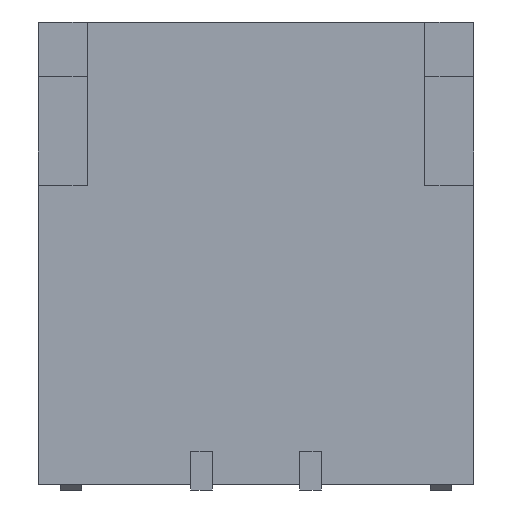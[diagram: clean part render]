
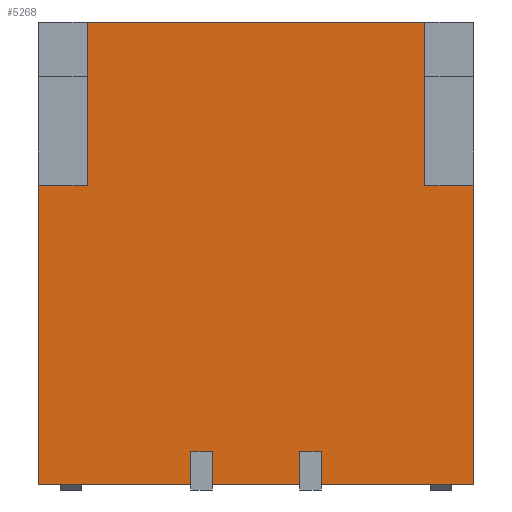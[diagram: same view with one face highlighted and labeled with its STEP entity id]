
A CAD part, front view. The second image highlights one B-rep face of the part: STEP entity #5268.
In plain terms, the highlighted planar face has unit normal (0, -1, 0).
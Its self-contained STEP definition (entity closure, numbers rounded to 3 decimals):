
#271=FACE_OUTER_BOUND('',#549,.T.);
#549=EDGE_LOOP('',(#4443,#4444,#4445,#4446,#4447,#4448,#4449,#4450,#4451,
#4452,#4453,#4454,#4455,#4456,#4457,#4458));
#1044=LINE('',#7749,#1748);
#1116=LINE('',#7893,#1820);
#1127=LINE('',#7913,#1831);
#1132=LINE('',#7924,#1836);
#1136=LINE('',#7932,#1840);
#1140=LINE('',#7940,#1844);
#1142=LINE('',#7943,#1846);
#1221=LINE('',#8103,#1925);
#1230=LINE('',#8120,#1934);
#1232=LINE('',#8126,#1936);
#1233=LINE('',#8128,#1937);
#1234=LINE('',#8129,#1938);
#1235=LINE('',#8131,#1939);
#1236=LINE('',#8133,#1940);
#1237=LINE('',#8134,#1941);
#1238=LINE('',#8135,#1942);
#1748=VECTOR('',#6374,3.1);
#1820=VECTOR('',#6494,0.45);
#1831=VECTOR('',#6513,1.5);
#1836=VECTOR('',#6520,1.4);
#1840=VECTOR('',#6524,0.8);
#1844=VECTOR('',#6528,1.4);
#1846=VECTOR('',#6532,2.75);
#1925=VECTOR('',#6667,0.45);
#1934=VECTOR('',#6684,1.5);
#1936=VECTOR('',#6692,0.3);
#1937=VECTOR('',#6693,0.2);
#1938=VECTOR('',#6694,0.3);
#1939=VECTOR('',#6695,0.3);
#1940=VECTOR('',#6696,0.2);
#1941=VECTOR('',#6697,0.3);
#1942=VECTOR('',#6698,2.75);
#2300=VERTEX_POINT('',#7746);
#2301=VERTEX_POINT('',#7748);
#2347=VERTEX_POINT('',#7889);
#2349=VERTEX_POINT('',#7892);
#2358=VERTEX_POINT('',#7921);
#2359=VERTEX_POINT('',#7923);
#2362=VERTEX_POINT('',#7929);
#2363=VERTEX_POINT('',#7931);
#2366=VERTEX_POINT('',#7937);
#2367=VERTEX_POINT('',#7939);
#2418=VERTEX_POINT('',#8097);
#2420=VERTEX_POINT('',#8101);
#2425=VERTEX_POINT('',#8125);
#2426=VERTEX_POINT('',#8127);
#2427=VERTEX_POINT('',#8130);
#2428=VERTEX_POINT('',#8132);
#2922=EDGE_CURVE('',#2301,#2300,#1044,.T.);
#2994=EDGE_CURVE('',#2349,#2347,#1116,.T.);
#3005=EDGE_CURVE('',#2300,#2349,#1127,.T.);
#3010=EDGE_CURVE('',#2358,#2359,#1132,.T.);
#3014=EDGE_CURVE('',#2362,#2363,#1136,.T.);
#3018=EDGE_CURVE('',#2366,#2367,#1140,.T.);
#3020=EDGE_CURVE('',#2367,#2347,#1142,.T.);
#3099=EDGE_CURVE('',#2418,#2420,#1221,.T.);
#3108=EDGE_CURVE('',#2420,#2301,#1230,.T.);
#3110=EDGE_CURVE('',#2425,#2366,#1232,.T.);
#3111=EDGE_CURVE('',#2426,#2425,#1233,.T.);
#3112=EDGE_CURVE('',#2363,#2426,#1234,.T.);
#3113=EDGE_CURVE('',#2427,#2362,#1235,.T.);
#3114=EDGE_CURVE('',#2428,#2427,#1236,.T.);
#3115=EDGE_CURVE('',#2359,#2428,#1237,.T.);
#3116=EDGE_CURVE('',#2418,#2358,#1238,.T.);
#4443=ORIENTED_EDGE('',*,*,#2994,.T.);
#4444=ORIENTED_EDGE('',*,*,#3020,.F.);
#4445=ORIENTED_EDGE('',*,*,#3018,.F.);
#4446=ORIENTED_EDGE('',*,*,#3110,.F.);
#4447=ORIENTED_EDGE('',*,*,#3111,.F.);
#4448=ORIENTED_EDGE('',*,*,#3112,.F.);
#4449=ORIENTED_EDGE('',*,*,#3014,.F.);
#4450=ORIENTED_EDGE('',*,*,#3113,.F.);
#4451=ORIENTED_EDGE('',*,*,#3114,.F.);
#4452=ORIENTED_EDGE('',*,*,#3115,.F.);
#4453=ORIENTED_EDGE('',*,*,#3010,.F.);
#4454=ORIENTED_EDGE('',*,*,#3116,.F.);
#4455=ORIENTED_EDGE('',*,*,#3099,.T.);
#4456=ORIENTED_EDGE('',*,*,#3108,.T.);
#4457=ORIENTED_EDGE('',*,*,#2922,.T.);
#4458=ORIENTED_EDGE('',*,*,#3005,.T.);
#4801=PLANE('',#5531);
#5268=ADVANCED_FACE('',(#271),#4801,.T.);
#5531=AXIS2_PLACEMENT_3D('',#8124,#6690,#6691);
#6374=DIRECTION('',(-1.,0.,0.));
#6494=DIRECTION('',(-1.,0.,0.));
#6513=DIRECTION('',(0.,0.,-1.));
#6520=DIRECTION('',(-1.,0.,0.));
#6524=DIRECTION('',(-1.,0.,0.));
#6528=DIRECTION('',(-1.,0.,0.));
#6532=DIRECTION('',(0.,0.,1.));
#6667=DIRECTION('',(-1.,0.,0.));
#6684=DIRECTION('',(0.,0.,1.));
#6690=DIRECTION('center_axis',(0.,-1.,0.));
#6691=DIRECTION('ref_axis',(0.,0.,-1.));
#6692=DIRECTION('',(0.,0.,-1.));
#6693=DIRECTION('',(-1.,0.,0.));
#6694=DIRECTION('',(0.,0.,1.));
#6695=DIRECTION('',(0.,0.,-1.));
#6696=DIRECTION('',(-1.,0.,0.));
#6697=DIRECTION('',(0.,0.,1.));
#6698=DIRECTION('',(0.,0.,-1.));
#7746=CARTESIAN_POINT('',(-1.55,0.05,4.25));
#7748=CARTESIAN_POINT('',(1.55,0.05,4.25));
#7749=CARTESIAN_POINT('',(0.,0.05,4.25));
#7889=CARTESIAN_POINT('',(-2.,0.05,2.75));
#7892=CARTESIAN_POINT('',(-1.55,0.05,2.75));
#7893=CARTESIAN_POINT('',(-1.,0.05,2.75));
#7913=CARTESIAN_POINT('',(-1.55,0.05,3.958));
#7921=CARTESIAN_POINT('',(2.,0.05,0.));
#7923=CARTESIAN_POINT('',(0.6,0.05,0.));
#7924=CARTESIAN_POINT('',(0.,0.05,0.));
#7929=CARTESIAN_POINT('',(0.4,0.05,0.));
#7931=CARTESIAN_POINT('',(-0.4,0.05,0.));
#7932=CARTESIAN_POINT('',(0.,0.05,0.));
#7937=CARTESIAN_POINT('',(-0.6,0.05,0.));
#7939=CARTESIAN_POINT('',(-2.,0.05,0.));
#7940=CARTESIAN_POINT('',(0.,0.05,0.));
#7943=CARTESIAN_POINT('',(-2.,0.05,0.));
#8097=CARTESIAN_POINT('',(2.,0.05,2.75));
#8101=CARTESIAN_POINT('',(1.55,0.05,2.75));
#8103=CARTESIAN_POINT('',(1.,0.05,2.75));
#8120=CARTESIAN_POINT('',(1.55,0.05,3.958));
#8124=CARTESIAN_POINT('Origin',(0.,0.05,4.25));
#8125=CARTESIAN_POINT('',(-0.6,0.05,0.3));
#8126=CARTESIAN_POINT('',(-0.6,0.05,2.541));
#8127=CARTESIAN_POINT('',(-0.4,0.05,0.3));
#8128=CARTESIAN_POINT('',(-0.25,0.05,0.3));
#8129=CARTESIAN_POINT('',(-0.4,0.05,2.541));
#8130=CARTESIAN_POINT('',(0.4,0.05,0.3));
#8131=CARTESIAN_POINT('',(0.4,0.05,2.541));
#8132=CARTESIAN_POINT('',(0.6,0.05,0.3));
#8133=CARTESIAN_POINT('',(0.25,0.05,0.3));
#8134=CARTESIAN_POINT('',(0.6,0.05,2.541));
#8135=CARTESIAN_POINT('',(2.,0.05,0.));
